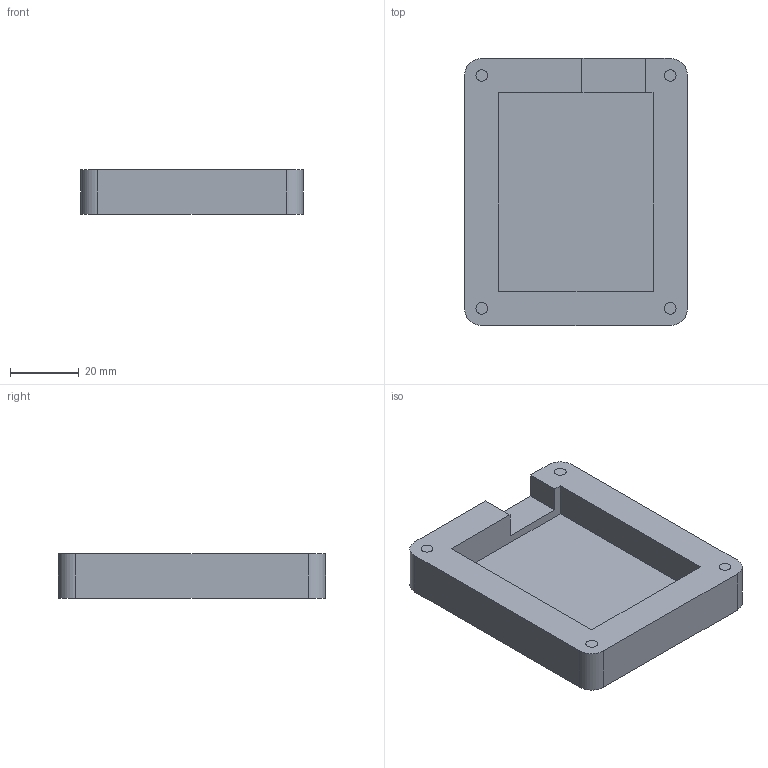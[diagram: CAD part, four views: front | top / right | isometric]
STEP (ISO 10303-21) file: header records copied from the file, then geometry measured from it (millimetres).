
FILE_DESCRIPTION(/* description */ ('STEP AP242','CAx-IF Rec.Pracs.---Representation and Presentation of Product Manufacturing Information (PMI)---4.0---2014-10-13','CAx-IF Rec.Pracs.---3D Tessellated Geometry---0.4---2014-09-14','2;1'),/* implementation_level */ '2;1');
FILE_NAME(/* name */ '686b286a3e98d378712d0cdd',/* time_stamp */ '2025-07-07T01:52:42Z',/* author */ (''),/* organization */ (''),/* preprocessor_version */ 'ST-DEVELOPER v20',/* originating_system */ 'ONSHAPE BY PTC INC, 1.200',/* authorisation */ ' ');
FILE_SCHEMA (('AP242_MANAGED_MODEL_BASED_3D_ENGINEERING_MIM_LF { 1 0 10303 442 1 1 4 }'));
Length unit declared in the file: metre
Products named in the file (5): Part 4; Part 5; Part 1; Part 2; Part 3
Bounding box: 65 x 78 x 13 mm (x, y, z)
Volume: 38030.9 mm3; surface area: 16614.4 mm2
Topology: 5 solids, 5 shells, 34 faces, 72 edges, 48 vertices
Faces by surface type: plane 22, cylinder 12
Full cylindrical faces by diameter (mm): 3.4 x8
Entity records: 1021 total; most frequent: DIRECTION 166, CARTESIAN_POINT 151, ORIENTED_EDGE 128, EDGE_CURVE 64, AXIS2_PLACEMENT_3D 63, EDGE_LOOP 50, FACE_BOUND 50, VERTEX_POINT 48
